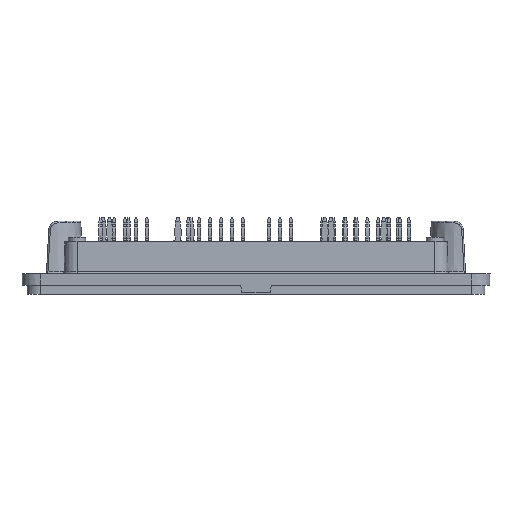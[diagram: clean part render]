
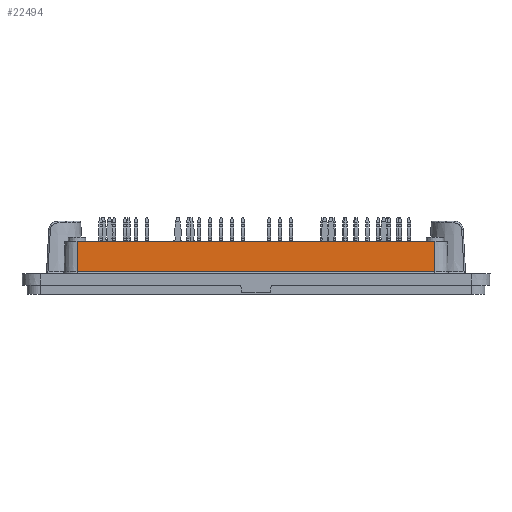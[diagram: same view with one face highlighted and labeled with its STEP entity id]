
A CAD part, front view. The second image highlights one B-rep face of the part: STEP entity #22494.
In plain terms, the highlighted planar face has unit normal (0, -1, 0.026).
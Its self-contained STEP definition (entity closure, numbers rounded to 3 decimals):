
#1767=ORIENTED_EDGE('',*,*,#8539,.F.);
#1768=ORIENTED_EDGE('',*,*,#8542,.T.);
#1769=ORIENTED_EDGE('',*,*,#8543,.T.);
#1770=ORIENTED_EDGE('',*,*,#8544,.T.);
#8539=EDGE_CURVE('',#11911,#11912,#14129,.T.);
#8542=EDGE_CURVE('',#11911,#11913,#14130,.T.);
#8543=EDGE_CURVE('',#11913,#11914,#14131,.T.);
#8544=EDGE_CURVE('',#11914,#11912,#14132,.T.);
#11911=VERTEX_POINT('',#35710);
#11912=VERTEX_POINT('',#35711);
#11913=VERTEX_POINT('',#35716);
#11914=VERTEX_POINT('',#35718);
#14129=LINE('',#35709,#16675);
#14130=LINE('',#35715,#16676);
#14131=LINE('',#35717,#16677);
#14132=LINE('',#35719,#16678);
#16675=VECTOR('',#26250,1000.);
#16676=VECTOR('',#26257,1000.);
#16677=VECTOR('',#26258,1000.);
#16678=VECTOR('',#26259,1000.);
#19052=EDGE_LOOP('',(#1767,#1768,#1769,#1770));
#20400=FACE_BOUND('',#19052,.T.);
#21654=PLANE('',#23811);
#22494=ADVANCED_FACE('',(#20400),#21654,.T.);
#23811=AXIS2_PLACEMENT_3D('',#35714,#26255,#26256);
#26250=DIRECTION('',(0.,-0.026,-1.));
#26255=DIRECTION('',(0.,-1.,0.026));
#26256=DIRECTION('',(0.,-0.026,-1.));
#26257=DIRECTION('',(-1.,0.,0.));
#26258=DIRECTION('',(0.,-0.026,-1.));
#26259=DIRECTION('',(1.,0.,0.));
#35709=CARTESIAN_POINT('',(41.,-22.5,2.7));
#35710=CARTESIAN_POINT('',(41.,-22.309,10.));
#35711=CARTESIAN_POINT('',(41.,-22.49,3.09));
#35714=CARTESIAN_POINT('',(0.,-22.5,2.7));
#35715=CARTESIAN_POINT('',(0.,-22.309,10.));
#35716=CARTESIAN_POINT('',(-41.,-22.309,10.));
#35717=CARTESIAN_POINT('',(-41.,-22.5,2.7));
#35718=CARTESIAN_POINT('',(-41.,-22.49,3.09));
#35719=CARTESIAN_POINT('',(0.,-22.49,3.09));
